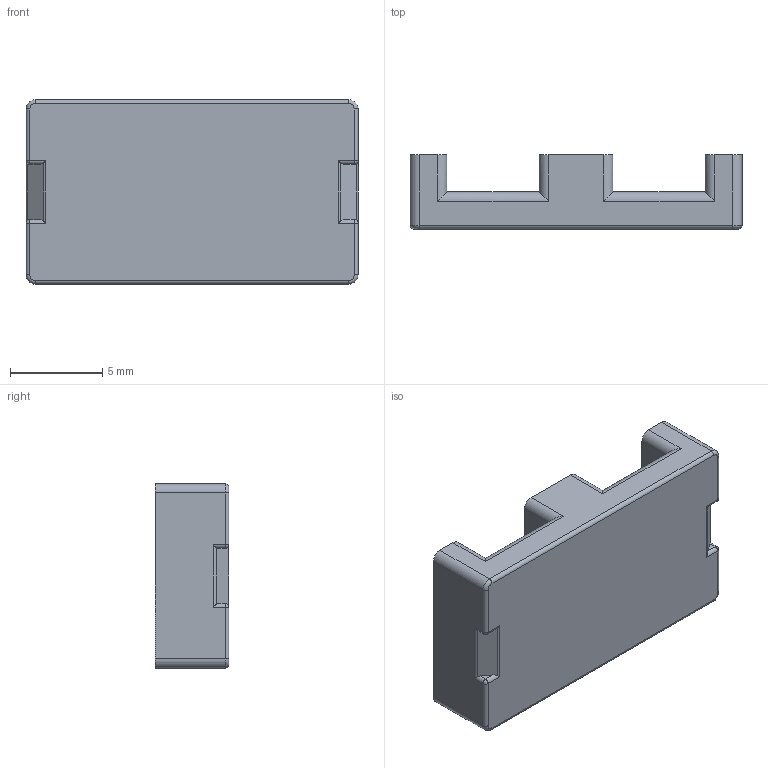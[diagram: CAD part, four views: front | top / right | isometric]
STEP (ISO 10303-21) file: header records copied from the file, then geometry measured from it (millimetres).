
FILE_DESCRIPTION (( 'STEP AP214' ), '1' );
FILE_NAME ('B66283.STEP', '2021-06-26T19:12:48', ( '砐錪賧瘔蠈錪 Windows' ), ( '' ), 'SwSTEP 2.0', 'SolidWorks 2018', '' );
FILE_SCHEMA (( 'AUTOMOTIVE_DESIGN' ));
Length unit declared in the file: millimetre
Products named in the file (1): B66283
Bounding box: 18 x 4 x 10 mm (x, y, z)
Volume: 514.4 mm3; surface area: 605.9 mm2
Topology: 1 solids, 1 shells, 62 faces, 156 edges, 92 vertices
Faces by surface type: cylinder 34, plane 20, torus 4, sphere 4
Entity records: 1826 total; most frequent: CARTESIAN_POINT 379, ORIENTED_EDGE 304, DIRECTION 294, EDGE_CURVE 152, AXIS2_PLACEMENT_3D 103, VERTEX_POINT 92, LINE 88, VECTOR 88
